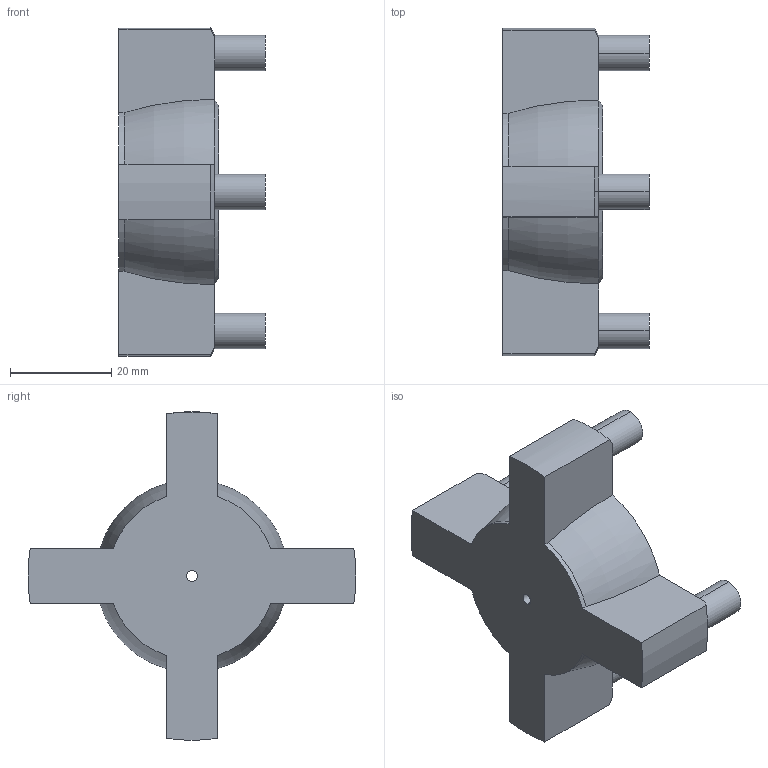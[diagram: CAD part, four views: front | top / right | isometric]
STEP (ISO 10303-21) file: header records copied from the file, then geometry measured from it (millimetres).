
FILE_DESCRIPTION (( 'STEP AP214' ), '1' );
FILE_NAME ('Roller coating mold bottom.STEP', '2023-09-14T09:12:22', ( '' ), ( '' ), 'SwSTEP 2.0', 'SolidWorks 2020', '' );
FILE_SCHEMA (( 'AUTOMOTIVE_DESIGN' ));
Length unit declared in the file: millimetre
Products named in the file (2): Roller coating mold bottom; Clamped mold_PLA bottom
Assembly tree (1 placements, depth 2):
  Roller coating mold bottom
    Clamped mold_PLA bottom
Bounding box: 28.92 x 64.9 x 65 mm (x, y, z)
Volume: 21063.5 mm3; surface area: 9985 mm2
Topology: 1 solids, 1 shells, 53 faces, 130 edges, 86 vertices
Faces by surface type: cylinder 21, plane 17, cone 9, torus 6
Entity records: 1714 total; most frequent: CARTESIAN_POINT 357, DIRECTION 292, ORIENTED_EDGE 260, EDGE_CURVE 130, AXIS2_PLACEMENT_3D 121, VERTEX_POINT 86, CIRCLE 64, EDGE_LOOP 62
